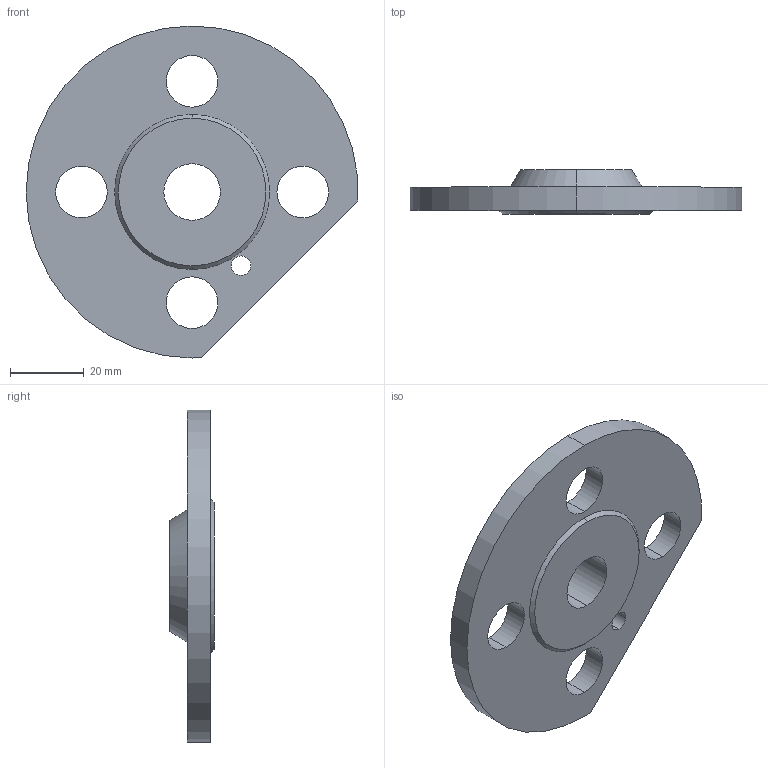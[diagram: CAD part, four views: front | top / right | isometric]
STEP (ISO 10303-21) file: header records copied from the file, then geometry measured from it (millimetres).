
FILE_DESCRIPTION (( 'STEP AP214' ), '1' );
FILE_NAME ('02_02_00-tube_flange.step', '2017-07-24T22:51:49', ( '' ), ( '' ), 'SwSTEP 2.0', 'SolidWorks 2016', '' );
FILE_SCHEMA (( 'AUTOMOTIVE_DESIGN' ));
Length unit declared in the file: millimetre
Products named in the file (1): 02_02_00-tube_flange
Bounding box: 89.93 x 12 x 90 mm (x, y, z)
Volume: 36215.4 mm3; surface area: 13987.9 mm2
Topology: 1 solids, 1 shells, 24 faces, 60 edges, 40 vertices
Faces by surface type: cylinder 15, plane 5, cone 4
Entity records: 822 total; most frequent: DIRECTION 148, CARTESIAN_POINT 125, ORIENTED_EDGE 120, AXIS2_PLACEMENT_3D 63, EDGE_CURVE 60, VERTEX_POINT 40, EDGE_LOOP 38, CIRCLE 38
